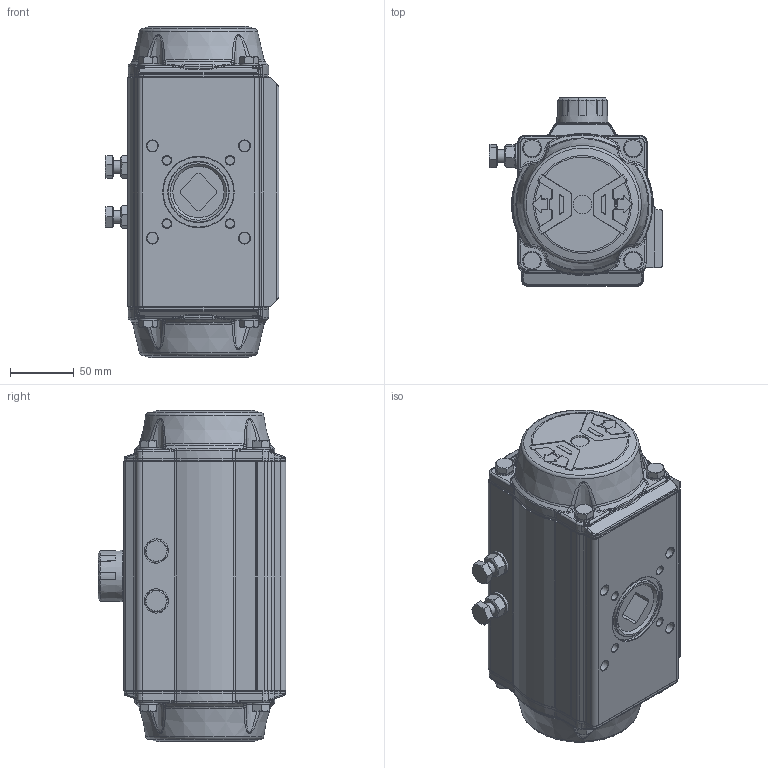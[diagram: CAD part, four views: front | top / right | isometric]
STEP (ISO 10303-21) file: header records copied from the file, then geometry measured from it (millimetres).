
FILE_DESCRIPTION(/* description */ (''),/* implementation_level */ '2;1');
FILE_NAME(/* name */ 'AT301U+Multifunzione.stp',/* time_stamp */ '2019-11-15T11:09:46+01:00',/* author */ ('A8711351'),/* organization */ (''),/* preprocessor_version */ 'ST-DEVELOPER v18',/* originating_system */ 'Autodesk Inventor 2020',/* authorisation */ '');
FILE_SCHEMA (('AUTOMOTIVE_DESIGN { 1 0 10303 214 3 1 1 }'));
Products named in the file (1): AT301U+Multifunzione
Bounding box: 136.1 x 147 x 259 mm (x, y, z)
Volume: 3020633.9 mm3; surface area: 145634.3 mm2
Topology: 1 solids, 2 shells, 1376 faces, 3461 edges, 2113 vertices
Faces by surface type: plane 546, bspline 276, cylinder 228, cone 222, torus 102, sphere 2
Full cylindrical faces by diameter (mm): 4.134 x4, 6.8 x4, 8.5 x4, 10 x2, 11.445 x2, 14.5 x2, 14.63 x2, 14.8 x8, 19 x2, 27.4 x1, 37.35 x1, 48 x1, 55 x1
Entity records: 47161 total; most frequent: CARTESIAN_POINT 15949, ORIENTED_EDGE 6878, DIRECTION 6180, EDGE_CURVE 3439, AXIS2_PLACEMENT_3D 2420, VERTEX_POINT 2113, EDGE_LOOP 1422, FACE_OUTER_BOUND 1376
